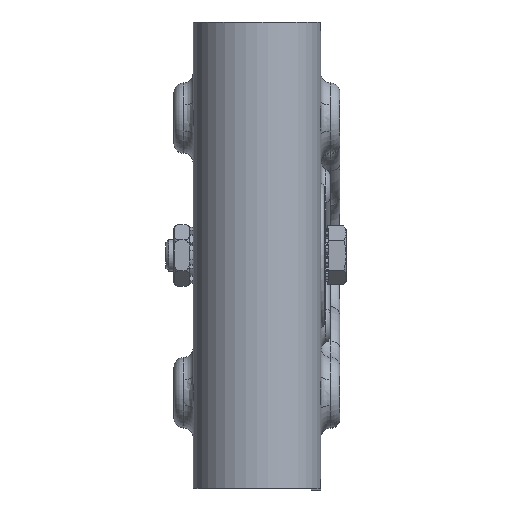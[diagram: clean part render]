
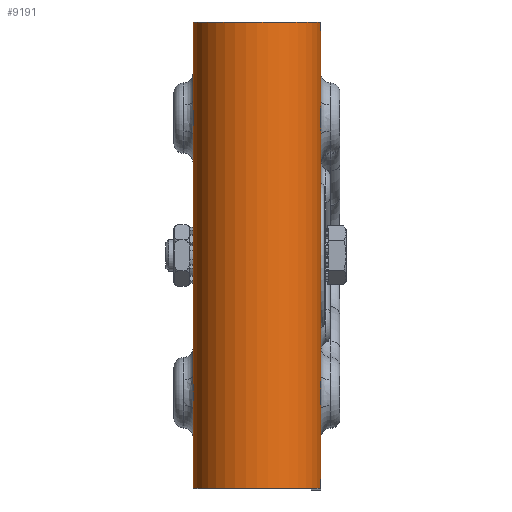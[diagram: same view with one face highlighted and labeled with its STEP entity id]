
A CAD part, top view. The second image highlights one B-rep face of the part: STEP entity #9191.
In plain terms, the highlighted cylindrical face has radius 20 mm (diameter 40 mm), a partial arc.
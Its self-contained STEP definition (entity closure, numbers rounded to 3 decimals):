
#338=B_SPLINE_CURVE_WITH_KNOTS('',3,(#16212,#16213,#16214,#16215,#16216,
#16217),.UNSPECIFIED.,.F.,.F.,(4,1,1,4),(-1.058,-0.756,
-0.454,0.),.UNSPECIFIED.);
#339=B_SPLINE_CURVE_WITH_KNOTS('',3,(#16268,#16269,#16270,#16271,#16272,
#16273),.UNSPECIFIED.,.F.,.F.,(4,1,1,4),(-1.058,-0.756,
-0.454,0.),.UNSPECIFIED.);
#356=B_SPLINE_CURVE_WITH_KNOTS('',3,(#17074,#17075,#17076,#17077,#17078,
#17079),.UNSPECIFIED.,.F.,.F.,(4,1,1,4),(-1.058,-0.832,
-0.605,0.),.UNSPECIFIED.);
#358=B_SPLINE_CURVE_WITH_KNOTS('',3,(#17125,#17126,#17127,#17128,#17129,
#17130),.UNSPECIFIED.,.F.,.F.,(4,1,1,4),(-1.058,-0.605,
-0.302,0.),.UNSPECIFIED.);
#1080=FACE_OUTER_BOUND('',#1657,.T.);
#1657=EDGE_LOOP('',(#8159,#8160,#8161,#8162,#8163,#8164,#8165,#8166,#8167,
#8168,#8169,#8170));
#2247=LINE('',#16226,#2896);
#2251=LINE('',#16281,#2900);
#2339=LINE('',#16892,#2988);
#2356=LINE('',#17180,#3005);
#2360=LINE('',#17187,#3009);
#2361=LINE('',#17190,#3010);
#2896=VECTOR('',#11884,10.);
#2900=VECTOR('',#11910,10.);
#2988=VECTOR('',#12370,10.);
#3005=VECTOR('',#12549,10.);
#3009=VECTOR('',#12553,10.);
#3010=VECTOR('',#12556,10.);
#3498=CIRCLE('',#10132,20.);
#3499=CIRCLE('',#10133,20.);
#4186=VERTEX_POINT('',#16177);
#4187=VERTEX_POINT('',#16210);
#4189=VERTEX_POINT('',#16225);
#4191=VERTEX_POINT('',#16233);
#4192=VERTEX_POINT('',#16266);
#4323=VERTEX_POINT('',#16889);
#4324=VERTEX_POINT('',#16891);
#4353=VERTEX_POINT('',#17035);
#4359=VERTEX_POINT('',#17123);
#4370=VERTEX_POINT('',#17179);
#4373=VERTEX_POINT('',#17185);
#4374=VERTEX_POINT('',#17189);
#5368=EDGE_CURVE('',#4187,#4186,#338,.T.);
#5372=EDGE_CURVE('',#4189,#4186,#2247,.T.);
#5379=EDGE_CURVE('',#4192,#4191,#339,.T.);
#5383=EDGE_CURVE('',#4187,#4191,#2251,.T.);
#5588=EDGE_CURVE('',#4323,#4324,#2339,.T.);
#5635=EDGE_CURVE('',#4324,#4353,#356,.T.);
#5641=EDGE_CURVE('',#4359,#4323,#358,.T.);
#5665=EDGE_CURVE('',#4353,#4370,#2356,.T.);
#5669=EDGE_CURVE('',#4373,#4359,#2360,.T.);
#5670=EDGE_CURVE('',#4192,#4374,#2361,.T.);
#5671=EDGE_CURVE('',#4374,#4370,#3498,.T.);
#5672=EDGE_CURVE('',#4189,#4373,#3499,.T.);
#8159=ORIENTED_EDGE('',*,*,#5368,.F.);
#8160=ORIENTED_EDGE('',*,*,#5383,.T.);
#8161=ORIENTED_EDGE('',*,*,#5379,.F.);
#8162=ORIENTED_EDGE('',*,*,#5670,.T.);
#8163=ORIENTED_EDGE('',*,*,#5671,.T.);
#8164=ORIENTED_EDGE('',*,*,#5665,.F.);
#8165=ORIENTED_EDGE('',*,*,#5635,.F.);
#8166=ORIENTED_EDGE('',*,*,#5588,.F.);
#8167=ORIENTED_EDGE('',*,*,#5641,.F.);
#8168=ORIENTED_EDGE('',*,*,#5669,.F.);
#8169=ORIENTED_EDGE('',*,*,#5672,.F.);
#8170=ORIENTED_EDGE('',*,*,#5372,.T.);
#8724=CYLINDRICAL_SURFACE('',#10131,20.);
#9191=ADVANCED_FACE('',(#1080),#8724,.T.);
#10131=AXIS2_PLACEMENT_3D('',#17188,#12554,#12555);
#10132=AXIS2_PLACEMENT_3D('',#17191,#12557,#12558);
#10133=AXIS2_PLACEMENT_3D('',#17192,#12559,#12560);
#11884=DIRECTION('',(0.,-1.,0.));
#11910=DIRECTION('',(0.,-1.,0.));
#12370=DIRECTION('',(0.,-1.,0.));
#12549=DIRECTION('',(0.,-1.,0.));
#12553=DIRECTION('',(0.,-1.,0.));
#12554=DIRECTION('center_axis',(0.,-1.,0.));
#12555=DIRECTION('ref_axis',(-1.,0.,0.));
#12556=DIRECTION('',(0.,-1.,0.));
#12557=DIRECTION('center_axis',(0.,1.,0.));
#12558=DIRECTION('ref_axis',(-1.,0.,0.));
#12559=DIRECTION('center_axis',(0.,1.,0.));
#12560=DIRECTION('ref_axis',(-1.,0.,0.));
#16177=CARTESIAN_POINT('',(-3.,121.196,57.));
#16210=CARTESIAN_POINT('',(-3.,110.804,57.));
#16212=CARTESIAN_POINT('Ctrl Pts',(-3.,110.804,57.));
#16213=CARTESIAN_POINT('Ctrl Pts',(-3.,111.74,57.325));
#16214=CARTESIAN_POINT('Ctrl Pts',(-2.986,113.72,57.802));
#16215=CARTESIAN_POINT('Ctrl Pts',(-2.976,117.265,57.972));
#16216=CARTESIAN_POINT('Ctrl Pts',(-3.,119.792,57.488));
#16217=CARTESIAN_POINT('Ctrl Pts',(-3.,121.196,57.));
#16225=CARTESIAN_POINT('',(-3.,146.,57.));
#16226=CARTESIAN_POINT('',(-3.,146.,57.));
#16233=CARTESIAN_POINT('',(-3.,35.196,57.));
#16266=CARTESIAN_POINT('',(-3.,24.804,57.));
#16268=CARTESIAN_POINT('Ctrl Pts',(-3.,24.804,57.));
#16269=CARTESIAN_POINT('Ctrl Pts',(-3.,25.74,57.325));
#16270=CARTESIAN_POINT('Ctrl Pts',(-2.985,27.72,57.802));
#16271=CARTESIAN_POINT('Ctrl Pts',(-2.976,31.265,57.972));
#16272=CARTESIAN_POINT('Ctrl Pts',(-3.,33.792,57.488));
#16273=CARTESIAN_POINT('Ctrl Pts',(-3.,35.196,57.));
#16281=CARTESIAN_POINT('',(-3.,146.,57.));
#16889=CARTESIAN_POINT('',(37.,110.804,57.));
#16891=CARTESIAN_POINT('',(37.,35.196,57.));
#16892=CARTESIAN_POINT('',(37.,146.,57.));
#17035=CARTESIAN_POINT('',(37.,24.804,57.));
#17074=CARTESIAN_POINT('Ctrl Pts',(37.,35.196,57.));
#17075=CARTESIAN_POINT('Ctrl Pts',(37.,34.494,57.244));
#17076=CARTESIAN_POINT('Ctrl Pts',(36.993,33.026,57.635));
#17077=CARTESIAN_POINT('Ctrl Pts',(36.97,29.507,58.058));
#17078=CARTESIAN_POINT('Ctrl Pts',(37.,26.676,57.651));
#17079=CARTESIAN_POINT('Ctrl Pts',(37.,24.804,57.));
#17123=CARTESIAN_POINT('',(37.,121.196,57.));
#17125=CARTESIAN_POINT('Ctrl Pts',(37.,121.196,57.));
#17126=CARTESIAN_POINT('Ctrl Pts',(37.,119.792,57.488));
#17127=CARTESIAN_POINT('Ctrl Pts',(36.976,117.27,57.972));
#17128=CARTESIAN_POINT('Ctrl Pts',(36.986,113.722,57.803));
#17129=CARTESIAN_POINT('Ctrl Pts',(37.,111.74,57.325));
#17130=CARTESIAN_POINT('Ctrl Pts',(37.,110.804,57.));
#17179=CARTESIAN_POINT('',(37.,0.,57.));
#17180=CARTESIAN_POINT('',(37.,146.,57.));
#17185=CARTESIAN_POINT('',(37.,146.,57.));
#17187=CARTESIAN_POINT('',(37.,146.,57.));
#17188=CARTESIAN_POINT('Origin',(17.,146.,57.));
#17189=CARTESIAN_POINT('',(-3.,0.,57.));
#17190=CARTESIAN_POINT('',(-3.,146.,57.));
#17191=CARTESIAN_POINT('Origin',(17.,0.,57.));
#17192=CARTESIAN_POINT('Origin',(17.,146.,57.));
